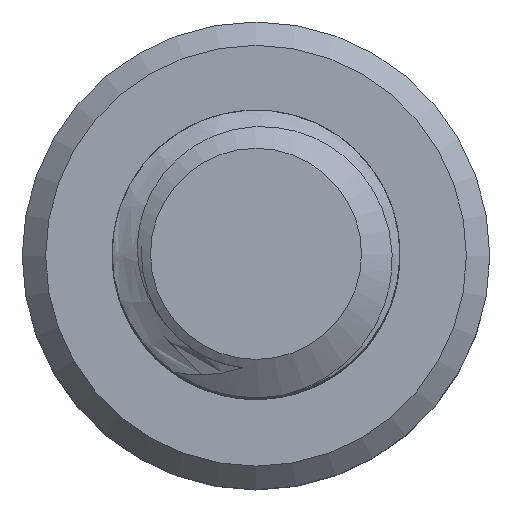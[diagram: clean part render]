
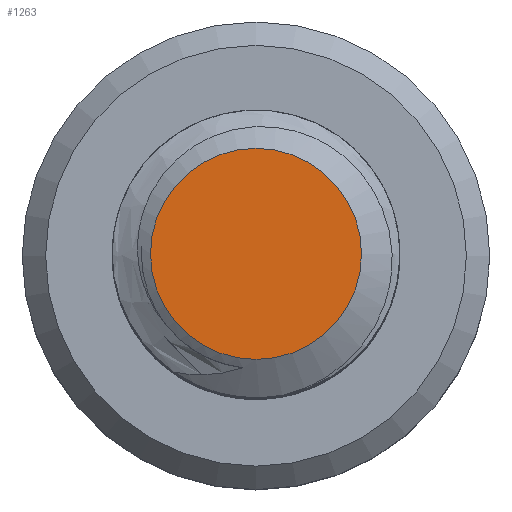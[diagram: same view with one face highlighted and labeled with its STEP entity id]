
A CAD part, top view. The second image highlights one B-rep face of the part: STEP entity #1263.
In plain terms, the highlighted planar face has unit normal (0, 0, 1).
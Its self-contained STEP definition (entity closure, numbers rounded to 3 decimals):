
#17=PLANE('',#1368);
#101=FACE_OUTER_BOUND('',#173,.T.);
#173=EDGE_LOOP('',(#1099,#1100));
#201=CIRCLE('',#1362,2.934);
#202=CIRCLE('',#1363,2.934);
#555=VERTEX_POINT('',#11841);
#556=VERTEX_POINT('',#11843);
#731=EDGE_CURVE('',#556,#555,#201,.T.);
#732=EDGE_CURVE('',#555,#556,#202,.T.);
#1099=ORIENTED_EDGE('',*,*,#731,.T.);
#1100=ORIENTED_EDGE('',*,*,#732,.T.);
#1263=ADVANCED_FACE('',(#101),#17,.T.);
#1362=AXIS2_PLACEMENT_3D('',#11844,#1570,#1571);
#1363=AXIS2_PLACEMENT_3D('',#11845,#1572,#1573);
#1368=AXIS2_PLACEMENT_3D('',#13445,#1582,#1583);
#1570=DIRECTION('center_axis',(0.,0.,1.));
#1571=DIRECTION('ref_axis',(1.,0.,0.));
#1572=DIRECTION('center_axis',(0.,0.,1.));
#1573=DIRECTION('ref_axis',(1.,0.,0.));
#1582=DIRECTION('center_axis',(0.,0.,1.));
#1583=DIRECTION('ref_axis',(1.,0.,0.));
#11841=CARTESIAN_POINT('',(2.934,0.,0.));
#11843=CARTESIAN_POINT('',(-2.934,0.,0.));
#11844=CARTESIAN_POINT('Origin',(0.,0.,0.));
#11845=CARTESIAN_POINT('Origin',(0.,0.,0.));
#13445=CARTESIAN_POINT('Origin',(0.,0.,0.));
